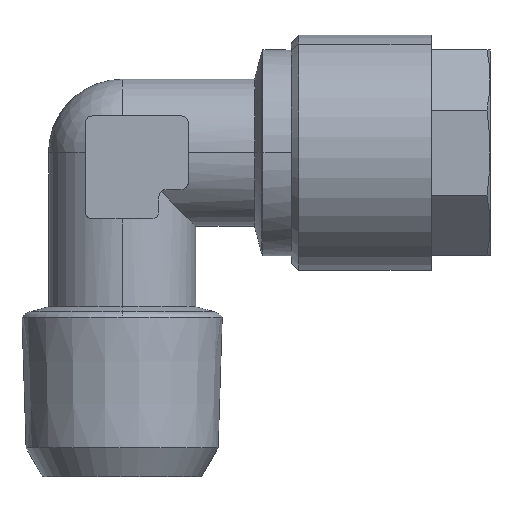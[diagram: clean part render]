
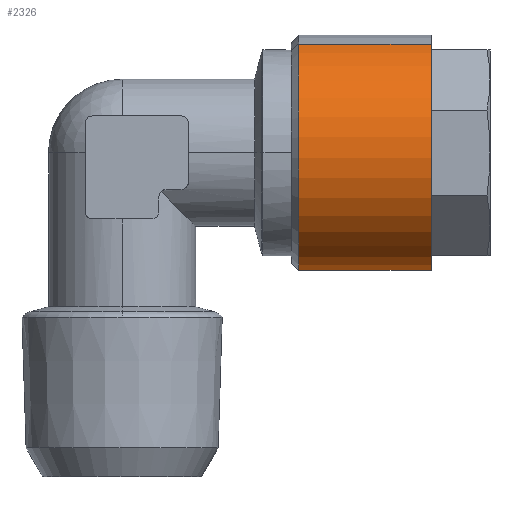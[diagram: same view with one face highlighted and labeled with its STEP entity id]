
A CAD part, top view. The second image highlights one B-rep face of the part: STEP entity #2326.
In plain terms, the highlighted cylindrical face has radius 8 mm (diameter 16 mm), a partial arc.
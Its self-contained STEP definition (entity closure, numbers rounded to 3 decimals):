
#69 = CARTESIAN_POINT ( 'NONE',  ( 11.5, 23., 0. ) ) ;
#70 = DIRECTION ( 'NONE',  ( -1., 0., 0. ) ) ;
#78 = DIRECTION ( 'NONE',  ( 0., -0.924, -0.383 ) ) ;
#604 = CARTESIAN_POINT ( 'NONE',  ( 21., 15.609, -3.061 ) ) ;
#796 = ORIENTED_EDGE ( 'NONE', *, *, #1654, .T. ) ;
#797 = ORIENTED_EDGE ( 'NONE', *, *, #1637, .T. ) ;
#798 = ORIENTED_EDGE ( 'NONE', *, *, #1638, .F. ) ;
#799 = ORIENTED_EDGE ( 'NONE', *, *, #1647, .F. ) ;
#1066 = LINE ( 'NONE', #2496, #1074 ) ;
#1071 = CIRCLE ( 'NONE', #1763, 8. ) ;
#1074 = VECTOR ( 'NONE', #2500, 1000. ) ;
#1086 = LINE ( 'NONE', #2523, #1089 ) ;
#1089 = VECTOR ( 'NONE', #2519, 1000. ) ;
#1092 = CIRCLE ( 'NONE', #1773, 8. ) ;
#1272 = EDGE_LOOP ( 'NONE', ( #796, #797, #798, #799 ) ) ;
#1289 = VERTEX_POINT ( 'NONE', #604 ) ;
#1637 = EDGE_CURVE ( 'NONE', #2061, #2063, #1066, .T. ) ;
#1638 = EDGE_CURVE ( 'NONE', #2062, #2063, #1071, .T. ) ;
#1647 = EDGE_CURVE ( 'NONE', #1289, #2062, #1086, .T. ) ;
#1654 = EDGE_CURVE ( 'NONE', #1289, #2061, #1092, .T. ) ;
#1763 = AXIS2_PLACEMENT_3D ( 'NONE', #2504, #2505, #2506 ) ;
#1773 = AXIS2_PLACEMENT_3D ( 'NONE', #2547, #2548, #2549 ) ;
#2061 = VERTEX_POINT ( 'NONE', #2986 ) ;
#2062 = VERTEX_POINT ( 'NONE', #2980 ) ;
#2063 = VERTEX_POINT ( 'NONE', #2987 ) ;
#2163 = FACE_OUTER_BOUND ( 'NONE', #1272, .T. ) ;
#2171 = CYLINDRICAL_SURFACE ( 'NONE', #2827, 8. ) ;
#2326 = ADVANCED_FACE ( 'NONE', ( #2163 ), #2171, .T. ) ;
#2496 = CARTESIAN_POINT ( 'NONE',  ( 11.5, 30.391, 3.061 ) ) ;
#2500 = DIRECTION ( 'NONE',  ( -1., 0., 0. ) ) ;
#2504 = CARTESIAN_POINT ( 'NONE',  ( 12., 23., 0. ) ) ;
#2505 = DIRECTION ( 'NONE',  ( -1., 0., 0. ) ) ;
#2506 = DIRECTION ( 'NONE',  ( 0., -0.924, -0.383 ) ) ;
#2519 = DIRECTION ( 'NONE',  ( -1., 0., 0. ) ) ;
#2523 = CARTESIAN_POINT ( 'NONE',  ( 11.5, 15.609, -3.061 ) ) ;
#2547 = CARTESIAN_POINT ( 'NONE',  ( 21., 23., 0. ) ) ;
#2548 = DIRECTION ( 'NONE',  ( -1., 0., 0. ) ) ;
#2549 = DIRECTION ( 'NONE',  ( 0., 0.924, 0.383 ) ) ;
#2827 = AXIS2_PLACEMENT_3D ( 'NONE', #69, #70, #78 ) ;
#2980 = CARTESIAN_POINT ( 'NONE',  ( 12., 15.609, -3.061 ) ) ;
#2986 = CARTESIAN_POINT ( 'NONE',  ( 21., 30.391, 3.061 ) ) ;
#2987 = CARTESIAN_POINT ( 'NONE',  ( 12., 30.391, 3.061 ) ) ;
